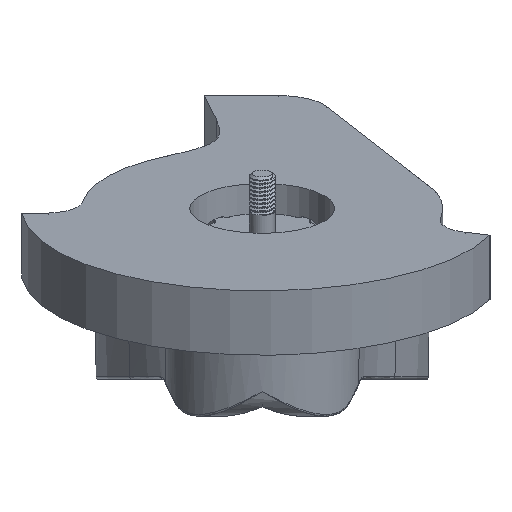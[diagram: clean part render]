
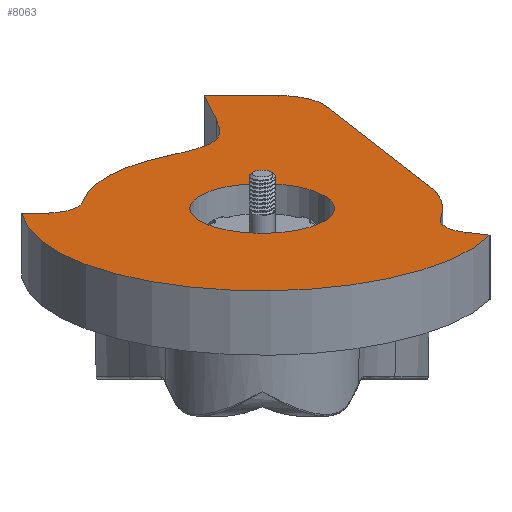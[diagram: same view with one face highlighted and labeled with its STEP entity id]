
A CAD part, left-side view. The second image highlights one B-rep face of the part: STEP entity #8063.
In plain terms, the highlighted planar face has unit normal (-0.342, 0, 0.94).
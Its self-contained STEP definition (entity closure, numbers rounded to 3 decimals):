
#279=FACE_BOUND('',#1176,.T.);
#377=PLANE('',#8877);
#697=FACE_OUTER_BOUND('',#1175,.T.);
#1175=EDGE_LOOP('',(#6575,#6576,#6577,#6578,#6579,#6580,#6581,#6582,#6583,
#6584,#6585,#6586));
#1176=EDGE_LOOP('',(#6587));
#1711=CIRCLE('',#8874,10.);
#1713=CIRCLE('',#8878,34.237);
#1714=CIRCLE('',#8879,7.);
#1715=CIRCLE('',#8880,45.625);
#1716=CIRCLE('',#8881,7.);
#1717=CIRCLE('',#8882,34.237);
#1718=CIRCLE('',#8883,13.75);
#1984=B_SPLINE_CURVE_WITH_KNOTS('',3,(#20263,#20264,#20265,#20266,#20267,
#20268,#20269,#20270,#20271,#20272,#20273,#20274,#20275,#20276,#20277,#20278,
#20279,#20280,#20281),.UNSPECIFIED.,.F.,.F.,(4,3,3,3,3,3,4),(0.,0.538,
1.077,1.615,2.692,3.23,3.769),
 .UNSPECIFIED.);
#2491=LINE('',#20258,#2903);
#2492=LINE('',#20261,#2904);
#2493=LINE('',#20287,#2905);
#2494=LINE('',#20291,#2906);
#2495=LINE('',#20296,#2907);
#2903=VECTOR('',#10540,10.);
#2904=VECTOR('',#10543,10.);
#2905=VECTOR('',#10548,10.);
#2906=VECTOR('',#10551,10.);
#2907=VECTOR('',#10556,10.);
#3514=VERTEX_POINT('',#20245);
#3515=VERTEX_POINT('',#20246);
#3519=VERTEX_POINT('',#20256);
#3520=VERTEX_POINT('',#20260);
#3521=VERTEX_POINT('',#20262);
#3522=VERTEX_POINT('',#20282);
#3523=VERTEX_POINT('',#20284);
#3524=VERTEX_POINT('',#20286);
#3525=VERTEX_POINT('',#20288);
#3526=VERTEX_POINT('',#20290);
#3527=VERTEX_POINT('',#20292);
#3528=VERTEX_POINT('',#20294);
#3529=VERTEX_POINT('',#20297);
#4580=EDGE_CURVE('',#3514,#3515,#1711,.T.);
#4586=EDGE_CURVE('',#3519,#3515,#2491,.T.);
#4587=EDGE_CURVE('',#3520,#3519,#2492,.T.);
#4588=EDGE_CURVE('',#3520,#3521,#1984,.T.);
#4589=EDGE_CURVE('',#3522,#3521,#1713,.T.);
#4590=EDGE_CURVE('',#3522,#3523,#1714,.T.);
#4591=EDGE_CURVE('',#3524,#3523,#2493,.T.);
#4592=EDGE_CURVE('',#3525,#3524,#1715,.T.);
#4593=EDGE_CURVE('',#3526,#3525,#2494,.T.);
#4594=EDGE_CURVE('',#3526,#3527,#1716,.T.);
#4595=EDGE_CURVE('',#3528,#3527,#1717,.T.);
#4596=EDGE_CURVE('',#3514,#3528,#2495,.T.);
#4597=EDGE_CURVE('',#3529,#3529,#1718,.T.);
#6575=ORIENTED_EDGE('',*,*,#4580,.T.);
#6576=ORIENTED_EDGE('',*,*,#4586,.F.);
#6577=ORIENTED_EDGE('',*,*,#4587,.F.);
#6578=ORIENTED_EDGE('',*,*,#4588,.T.);
#6579=ORIENTED_EDGE('',*,*,#4589,.F.);
#6580=ORIENTED_EDGE('',*,*,#4590,.T.);
#6581=ORIENTED_EDGE('',*,*,#4591,.F.);
#6582=ORIENTED_EDGE('',*,*,#4592,.F.);
#6583=ORIENTED_EDGE('',*,*,#4593,.F.);
#6584=ORIENTED_EDGE('',*,*,#4594,.T.);
#6585=ORIENTED_EDGE('',*,*,#4595,.F.);
#6586=ORIENTED_EDGE('',*,*,#4596,.F.);
#6587=ORIENTED_EDGE('',*,*,#4597,.F.);
#8063=ADVANCED_FACE('',(#697,#279),#377,.F.);
#8874=AXIS2_PLACEMENT_3D('',#20247,#10530,#10531);
#8877=AXIS2_PLACEMENT_3D('',#20259,#10541,#10542);
#8878=AXIS2_PLACEMENT_3D('',#20283,#10544,#10545);
#8879=AXIS2_PLACEMENT_3D('',#20285,#10546,#10547);
#8880=AXIS2_PLACEMENT_3D('',#20289,#10549,#10550);
#8881=AXIS2_PLACEMENT_3D('',#20293,#10552,#10553);
#8882=AXIS2_PLACEMENT_3D('',#20295,#10554,#10555);
#8883=AXIS2_PLACEMENT_3D('',#20298,#10557,#10558);
#10530=DIRECTION('center_axis',(-0.342,0.,
0.94));
#10531=DIRECTION('ref_axis',(0.787,-0.546,0.286));
#10540=DIRECTION('',(0.,-1.,0.));
#10541=DIRECTION('center_axis',(0.342,0.,
-0.94));
#10542=DIRECTION('ref_axis',(0.,1.,0.));
#10543=DIRECTION('',(0.925,0.174,0.337));
#10544=DIRECTION('center_axis',(0.342,0.,
-0.94));
#10545=DIRECTION('ref_axis',(0.,1.,0.));
#10546=DIRECTION('center_axis',(0.342,0.,
-0.94));
#10547=DIRECTION('ref_axis',(-0.68,-0.69,-0.247));
#10548=DIRECTION('',(0.058,-0.998,0.021));
#10549=DIRECTION('center_axis',(0.342,0.,
-0.94));
#10550=DIRECTION('ref_axis',(0.,1.,0.));
#10551=DIRECTION('',(-0.305,-0.946,-0.111));
#10552=DIRECTION('center_axis',(0.342,0.,
-0.94));
#10553=DIRECTION('ref_axis',(-0.483,0.858,-0.176));
#10554=DIRECTION('center_axis',(0.342,0.,
-0.94));
#10555=DIRECTION('ref_axis',(0.,1.,0.));
#10556=DIRECTION('',(-0.86,-0.403,-0.313));
#10557=DIRECTION('center_axis',(-0.342,0.,
0.94));
#10558=DIRECTION('ref_axis',(0.,1.,0.));
#20245=CARTESIAN_POINT('',(-18.909,-12.191,58.754));
#20246=CARTESIAN_POINT('',(-13.297,-3.038,60.797));
#20247=CARTESIAN_POINT('Origin',(-22.694,-3.038,57.377));
#20256=CARTESIAN_POINT('',(-13.297,11.027,60.797));
#20258=CARTESIAN_POINT('',(-13.297,11.027,60.797));
#20259=CARTESIAN_POINT('Origin',(-64.116,1.189,42.3));
#20260=CARTESIAN_POINT('',(-25.407,8.754,56.389));
#20261=CARTESIAN_POINT('',(-72.061,0.,39.408));
#20262=CARTESIAN_POINT('',(-44.671,17.959,49.378));
#20263=CARTESIAN_POINT('Ctrl Pts',(-25.407,8.754,56.389));
#20264=CARTESIAN_POINT('Ctrl Pts',(-27.387,8.383,55.668));
#20265=CARTESIAN_POINT('Ctrl Pts',(-28.874,8.189,55.127));
#20266=CARTESIAN_POINT('Ctrl Pts',(-30.135,8.093,54.668));
#20267=CARTESIAN_POINT('Ctrl Pts',(-31.397,7.998,54.209));
#20268=CARTESIAN_POINT('Ctrl Pts',(-32.432,8.001,53.832));
#20269=CARTESIAN_POINT('Ctrl Pts',(-33.348,8.088,53.499));
#20270=CARTESIAN_POINT('Ctrl Pts',(-34.264,8.175,53.165));
#20271=CARTESIAN_POINT('Ctrl Pts',(-35.061,8.346,52.875));
#20272=CARTESIAN_POINT('Ctrl Pts',(-35.799,8.591,52.607));
#20273=CARTESIAN_POINT('Ctrl Pts',(-37.277,9.08,52.069));
#20274=CARTESIAN_POINT('Ctrl Pts',(-38.523,9.861,51.615));
#20275=CARTESIAN_POINT('Ctrl Pts',(-39.861,11.206,51.128));
#20276=CARTESIAN_POINT('Ctrl Pts',(-40.53,11.878,50.885));
#20277=CARTESIAN_POINT('Ctrl Pts',(-41.222,12.692,50.633));
#20278=CARTESIAN_POINT('Ctrl Pts',(-41.993,13.756,50.352));
#20279=CARTESIAN_POINT('Ctrl Pts',(-42.765,14.821,50.071));
#20280=CARTESIAN_POINT('Ctrl Pts',(-43.616,16.137,49.762));
#20281=CARTESIAN_POINT('Ctrl Pts',(-44.671,17.959,49.378));
#20282=CARTESIAN_POINT('',(-68.576,34.035,40.677));
#20283=CARTESIAN_POINT('Origin',(-72.061,0.,
39.408));
#20284=CARTESIAN_POINT('',(-74.428,40.56,38.547));
#20285=CARTESIAN_POINT('Origin',(-67.863,40.994,40.936));
#20286=CARTESIAN_POINT('',(-74.719,45.538,38.441));
#20287=CARTESIAN_POINT('',(-72.061,0.,39.408));
#20288=CARTESIAN_POINT('',(-85.966,-43.159,34.348));
#20289=CARTESIAN_POINT('Origin',(-72.061,0.,
39.408));
#20290=CARTESIAN_POINT('',(-84.446,-38.442,34.901));
#20291=CARTESIAN_POINT('',(-72.061,0.,39.408));
#20292=CARTESIAN_POINT('',(-77.177,-33.801,37.546));
#20293=CARTESIAN_POINT('Origin',(-78.223,-40.712,37.165));
#20294=CARTESIAN_POINT('',(-63.096,-32.88,42.672));
#20295=CARTESIAN_POINT('Origin',(-72.061,0.,
39.408));
#20296=CARTESIAN_POINT('',(-13.297,-9.563,60.797));
#20297=CARTESIAN_POINT('',(-72.061,-13.75,39.408));
#20298=CARTESIAN_POINT('Origin',(-72.061,0.,
39.408));
